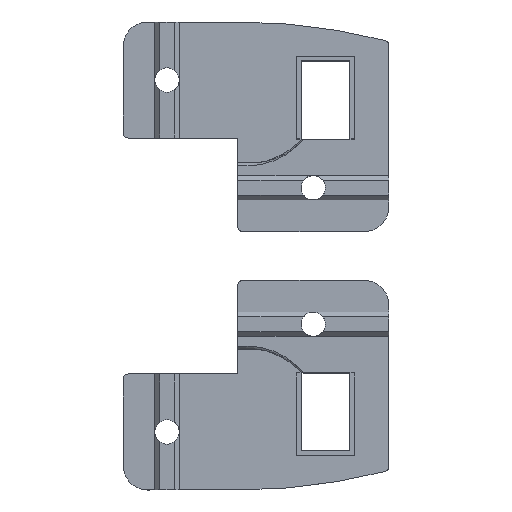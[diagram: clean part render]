
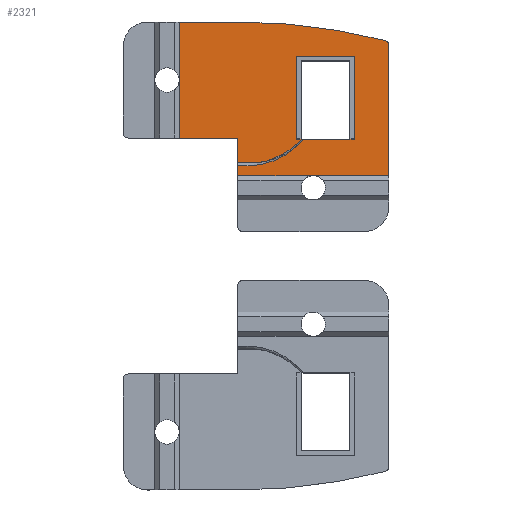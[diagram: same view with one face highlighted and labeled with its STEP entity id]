
A CAD part, top view. The second image highlights one B-rep face of the part: STEP entity #2321.
In plain terms, the highlighted planar face has unit normal (0, 0, 1).
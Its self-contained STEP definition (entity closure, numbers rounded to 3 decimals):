
#103=CIRCLE('',#2507,1.);
#104=CIRCLE('',#2508,122.125);
#167=PLANE('',#2506);
#279=FACE_OUTER_BOUND('',#421,.T.);
#421=EDGE_LOOP('',(#1824,#1825,#1826,#1827,#1828,#1829,#1830,#1831,#1832,
#1833,#1834,#1835,#1836,#1837,#1838,#1839,#1840,#1841,#1842));
#524=LINE('',#3516,#766);
#526=LINE('',#3520,#768);
#559=LINE('',#3607,#801);
#570=LINE('',#3628,#812);
#576=LINE('',#3645,#818);
#592=LINE('',#3713,#834);
#598=LINE('',#3723,#840);
#600=LINE('',#3727,#842);
#602=LINE('',#3732,#844);
#606=LINE('',#3744,#848);
#607=LINE('',#3746,#849);
#608=LINE('',#3748,#850);
#609=LINE('',#3750,#851);
#610=LINE('',#3751,#852);
#611=LINE('',#3756,#853);
#766=VECTOR('',#2655,10.);
#768=VECTOR('',#2659,10.);
#801=VECTOR('',#2748,10.);
#812=VECTOR('',#2761,10.);
#818=VECTOR('',#2779,10.);
#834=VECTOR('',#2857,10.);
#840=VECTOR('',#2871,10.);
#842=VECTOR('',#2877,10.);
#844=VECTOR('',#2883,10.);
#848=VECTOR('',#2895,10.);
#849=VECTOR('',#2896,10.);
#850=VECTOR('',#2897,10.);
#851=VECTOR('',#2898,10.);
#852=VECTOR('',#2899,10.);
#853=VECTOR('',#2904,10.);
#1004=B_SPLINE_CURVE_WITH_KNOTS('',3,(#3439,#3440,#3441,#3442,#3443,#3444,
#3445),.UNSPECIFIED.,.F.,.F.,(4,1,2,4),(-1.,-0.479,-0.132,
0.),.UNSPECIFIED.);
#1007=B_SPLINE_CURVE_WITH_KNOTS('',3,(#3485,#3486,#3487,#3488,#3489,#3490,
#3491),.UNSPECIFIED.,.F.,.F.,(4,2,1,4),(0.,0.132,0.479,
1.),.UNSPECIFIED.);
#1035=VERTEX_POINT('',#3433);
#1036=VERTEX_POINT('',#3438);
#1037=VERTEX_POINT('',#3478);
#1038=VERTEX_POINT('',#3483);
#1046=VERTEX_POINT('',#3515);
#1047=VERTEX_POINT('',#3519);
#1073=VERTEX_POINT('',#3606);
#1082=VERTEX_POINT('',#3626);
#1086=VERTEX_POINT('',#3642);
#1087=VERTEX_POINT('',#3644);
#1091=VERTEX_POINT('',#3654);
#1098=VERTEX_POINT('',#3674);
#1109=VERTEX_POINT('',#3731);
#1113=VERTEX_POINT('',#3743);
#1114=VERTEX_POINT('',#3745);
#1115=VERTEX_POINT('',#3747);
#1116=VERTEX_POINT('',#3749);
#1117=VERTEX_POINT('',#3752);
#1118=VERTEX_POINT('',#3754);
#1241=EDGE_CURVE('',#1036,#1035,#1004,.T.);
#1245=EDGE_CURVE('',#1037,#1038,#1007,.T.);
#1257=EDGE_CURVE('',#1046,#1036,#524,.T.);
#1259=EDGE_CURVE('',#1047,#1037,#526,.T.);
#1303=EDGE_CURVE('',#1073,#1047,#559,.T.);
#1314=EDGE_CURVE('',#1035,#1082,#570,.T.);
#1322=EDGE_CURVE('',#1087,#1086,#576,.T.);
#1357=EDGE_CURVE('',#1091,#1073,#592,.T.);
#1363=EDGE_CURVE('',#1098,#1087,#598,.T.);
#1365=EDGE_CURVE('',#1082,#1098,#600,.T.);
#1367=EDGE_CURVE('',#1109,#1091,#602,.T.);
#1373=EDGE_CURVE('',#1038,#1113,#606,.T.);
#1374=EDGE_CURVE('',#1113,#1114,#607,.T.);
#1375=EDGE_CURVE('',#1114,#1115,#608,.T.);
#1376=EDGE_CURVE('',#1115,#1116,#609,.T.);
#1377=EDGE_CURVE('',#1116,#1046,#610,.T.);
#1378=EDGE_CURVE('',#1086,#1117,#103,.T.);
#1379=EDGE_CURVE('',#1117,#1118,#104,.T.);
#1380=EDGE_CURVE('',#1118,#1109,#611,.T.);
#1824=ORIENTED_EDGE('',*,*,#1245,.T.);
#1825=ORIENTED_EDGE('',*,*,#1373,.T.);
#1826=ORIENTED_EDGE('',*,*,#1374,.T.);
#1827=ORIENTED_EDGE('',*,*,#1375,.T.);
#1828=ORIENTED_EDGE('',*,*,#1376,.T.);
#1829=ORIENTED_EDGE('',*,*,#1377,.T.);
#1830=ORIENTED_EDGE('',*,*,#1257,.T.);
#1831=ORIENTED_EDGE('',*,*,#1241,.T.);
#1832=ORIENTED_EDGE('',*,*,#1314,.T.);
#1833=ORIENTED_EDGE('',*,*,#1365,.T.);
#1834=ORIENTED_EDGE('',*,*,#1363,.T.);
#1835=ORIENTED_EDGE('',*,*,#1322,.T.);
#1836=ORIENTED_EDGE('',*,*,#1378,.T.);
#1837=ORIENTED_EDGE('',*,*,#1379,.T.);
#1838=ORIENTED_EDGE('',*,*,#1380,.T.);
#1839=ORIENTED_EDGE('',*,*,#1367,.T.);
#1840=ORIENTED_EDGE('',*,*,#1357,.T.);
#1841=ORIENTED_EDGE('',*,*,#1303,.T.);
#1842=ORIENTED_EDGE('',*,*,#1259,.T.);
#2321=ADVANCED_FACE('',(#279),#167,.T.);
#2506=AXIS2_PLACEMENT_3D('',#3742,#2893,#2894);
#2507=AXIS2_PLACEMENT_3D('',#3753,#2900,#2901);
#2508=AXIS2_PLACEMENT_3D('',#3755,#2902,#2903);
#2655=DIRECTION('',(-1.,0.,0.));
#2659=DIRECTION('',(0.,-1.,0.));
#2748=DIRECTION('',(1.,0.,0.));
#2761=DIRECTION('',(0.,-1.,0.));
#2779=DIRECTION('',(0.,1.,0.));
#2857=DIRECTION('',(0.,-1.,0.));
#2871=DIRECTION('',(1.,0.,0.));
#2877=DIRECTION('',(1.,0.,0.));
#2883=DIRECTION('',(0.,-1.,0.));
#2893=DIRECTION('center_axis',(0.,0.,1.));
#2894=DIRECTION('ref_axis',(1.,0.,0.));
#2895=DIRECTION('',(-1.,0.,0.));
#2896=DIRECTION('',(0.,1.,0.));
#2897=DIRECTION('',(1.,0.,0.));
#2898=DIRECTION('',(0.,-1.,0.));
#2899=DIRECTION('',(-1.,0.,0.));
#2900=DIRECTION('center_axis',(0.,0.,1.));
#2901=DIRECTION('ref_axis',(1.,0.,0.));
#2902=DIRECTION('center_axis',(0.,0.,1.));
#2903=DIRECTION('ref_axis',(0.248,0.969,0.));
#2904=DIRECTION('',(-1.,0.,0.));
#3433=CARTESIAN_POINT('',(24.5,14.5,0.));
#3438=CARTESIAN_POINT('',(38.,20.,0.));
#3439=CARTESIAN_POINT('Ctrl Pts',(38.,20.,0.));
#3440=CARTESIAN_POINT('Ctrl Pts',(36.345,17.948,0.));
#3441=CARTESIAN_POINT('Ctrl Pts',(32.653,15.289,0.));
#3442=CARTESIAN_POINT('Ctrl Pts',(28.257,14.501,0.));
#3443=CARTESIAN_POINT('Ctrl Pts',(25.833,14.5,0.));
#3444=CARTESIAN_POINT('Ctrl Pts',(25.167,14.5,0.));
#3445=CARTESIAN_POINT('Ctrl Pts',(24.5,14.5,0.));
#3478=CARTESIAN_POINT('',(24.5,15.077,0.));
#3483=CARTESIAN_POINT('',(37.5,20.,0.));
#3485=CARTESIAN_POINT('Ctrl Pts',(24.5,15.077,0.));
#3486=CARTESIAN_POINT('Ctrl Pts',(25.136,15.062,0.));
#3487=CARTESIAN_POINT('Ctrl Pts',(25.771,15.046,0.));
#3488=CARTESIAN_POINT('Ctrl Pts',(28.081,14.989,0.));
#3489=CARTESIAN_POINT('Ctrl Pts',(32.291,15.637,0.));
#3490=CARTESIAN_POINT('Ctrl Pts',(35.874,18.083,0.));
#3491=CARTESIAN_POINT('Ctrl Pts',(37.5,20.,0.));
#3515=CARTESIAN_POINT('',(47.5,20.,0.));
#3516=CARTESIAN_POINT('',(37.5,20.,0.));
#3519=CARTESIAN_POINT('',(24.5,20.2,0.));
#3520=CARTESIAN_POINT('',(24.5,44.,0.));
#3606=CARTESIAN_POINT('',(12.5,20.2,0.));
#3607=CARTESIAN_POINT('',(2.,20.2,0.));
#3626=CARTESIAN_POINT('',(24.5,12.5,0.));
#3628=CARTESIAN_POINT('',(24.5,44.,0.));
#3642=CARTESIAN_POINT('',(55.5,39.226,0.));
#3644=CARTESIAN_POINT('',(55.5,12.5,0.));
#3645=CARTESIAN_POINT('',(55.5,6.,0.));
#3654=CARTESIAN_POINT('',(12.5,32.1,0.));
#3674=CARTESIAN_POINT('',(40.,12.5,0.));
#3713=CARTESIAN_POINT('',(12.5,21.35,0.));
#3723=CARTESIAN_POINT('',(41.875,12.5,0.));
#3727=CARTESIAN_POINT('',(41.875,12.5,0.));
#3731=CARTESIAN_POINT('',(12.5,44.,0.));
#3732=CARTESIAN_POINT('',(12.5,21.35,0.));
#3742=CARTESIAN_POINT('Origin',(28.25,22.5,0.));
#3743=CARTESIAN_POINT('',(36.5,20.,0.));
#3744=CARTESIAN_POINT('',(32.375,20.,0.));
#3745=CARTESIAN_POINT('',(36.5,37.,0.));
#3746=CARTESIAN_POINT('',(36.5,29.75,0.));
#3747=CARTESIAN_POINT('',(48.5,37.,0.));
#3748=CARTESIAN_POINT('',(38.375,37.,0.));
#3749=CARTESIAN_POINT('',(48.5,20.,0.));
#3750=CARTESIAN_POINT('',(48.5,21.25,0.));
#3751=CARTESIAN_POINT('',(37.875,20.,0.));
#3752=CARTESIAN_POINT('',(54.748,40.195,0.));
#3753=CARTESIAN_POINT('Origin',(54.5,39.226,0.));
#3754=CARTESIAN_POINT('',(24.5,44.,0.));
#3755=CARTESIAN_POINT('Origin',(24.5,-78.125,0.));
#3756=CARTESIAN_POINT('',(24.5,44.,0.));
